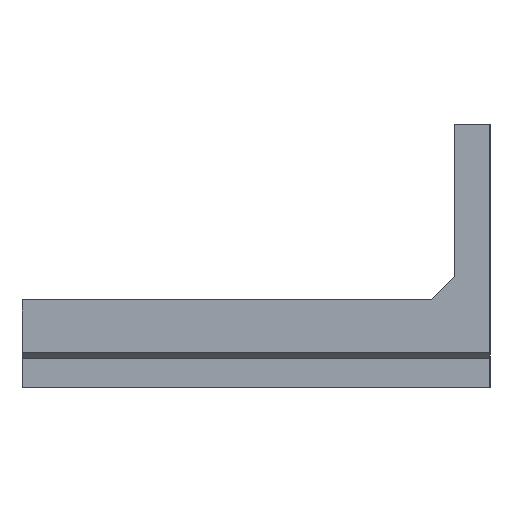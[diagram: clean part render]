
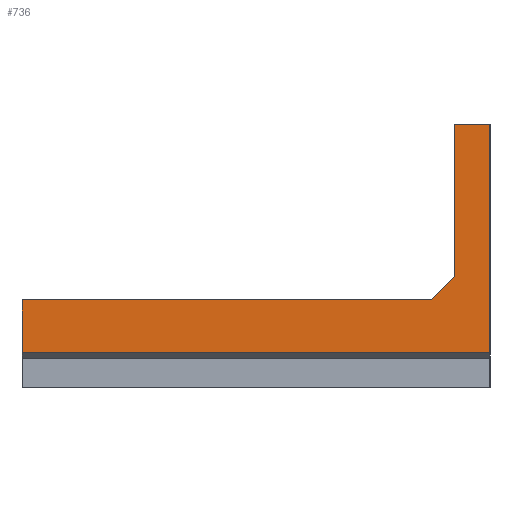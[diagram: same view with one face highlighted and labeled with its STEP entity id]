
A CAD part, left-side view. The second image highlights one B-rep face of the part: STEP entity #736.
In plain terms, the highlighted planar face has unit normal (-1, 0, 0).
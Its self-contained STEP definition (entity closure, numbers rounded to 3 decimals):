
#80 = DIRECTION ( 'NONE',  ( 1., 0., 0. ) ) ;
#99 = LINE ( 'NONE', #5595, #4195 ) ;
#112 = DIRECTION ( 'NONE',  ( 0., -1., 0. ) ) ;
#224 = VERTEX_POINT ( 'NONE', #6204 ) ;
#454 = VERTEX_POINT ( 'NONE', #6341 ) ;
#633 = LINE ( 'NONE', #4589, #5153 ) ;
#736 = ADVANCED_FACE ( 'NONE', ( #1712 ), #5232, .F. ) ;
#759 = VECTOR ( 'NONE', #5468, 1000. ) ;
#820 = EDGE_CURVE ( 'NONE', #224, #3203, #3701, .T. ) ;
#878 = CARTESIAN_POINT ( 'NONE',  ( -85., -22.5, 0. ) ) ;
#1010 = DIRECTION ( 'NONE',  ( 0., 0., 1. ) ) ;
#1017 = EDGE_CURVE ( 'NONE', #224, #2995, #633, .T. ) ;
#1507 = CARTESIAN_POINT ( 'NONE',  ( -85., -7.5, 0. ) ) ;
#1562 = VERTEX_POINT ( 'NONE', #1789 ) ;
#1590 = CARTESIAN_POINT ( 'NONE',  ( -85., -7.5, 5. ) ) ;
#1712 = FACE_OUTER_BOUND ( 'NONE', #3737, .T. ) ;
#1789 = CARTESIAN_POINT ( 'NONE',  ( -85., -22.5, 0. ) ) ;
#1874 = LINE ( 'NONE', #1938, #3558 ) ;
#1938 = CARTESIAN_POINT ( 'NONE',  ( -85., -22.5, 3. ) ) ;
#1960 = ORIENTED_EDGE ( 'NONE', *, *, #6225, .T. ) ;
#1992 = VERTEX_POINT ( 'NONE', #3732 ) ;
#2171 = VECTOR ( 'NONE', #5095, 1000. ) ;
#2180 = ORIENTED_EDGE ( 'NONE', *, *, #3623, .T. ) ;
#2181 = CARTESIAN_POINT ( 'NONE',  ( -85., 9.995, 22.495 ) ) ;
#2676 = DIRECTION ( 'NONE',  ( 0., -1., 0. ) ) ;
#2711 = DIRECTION ( 'NONE',  ( 0., 0.707, 0.707 ) ) ;
#2715 = AXIS2_PLACEMENT_3D ( 'NONE', #3132, #80, #112 ) ;
#2933 = CARTESIAN_POINT ( 'NONE',  ( -85., -7.5, 40. ) ) ;
#2976 = EDGE_CURVE ( 'NONE', #1562, #454, #3470, .T. ) ;
#2995 = VERTEX_POINT ( 'NONE', #2933 ) ;
#3132 = CARTESIAN_POINT ( 'NONE',  ( -85., -7.51, 40. ) ) ;
#3187 = ORIENTED_EDGE ( 'NONE', *, *, #820, .T. ) ;
#3203 = VERTEX_POINT ( 'NONE', #6384 ) ;
#3470 = LINE ( 'NONE', #878, #759 ) ;
#3558 = VECTOR ( 'NONE', #5918, 1000. ) ;
#3623 = EDGE_CURVE ( 'NONE', #1992, #3885, #6254, .T. ) ;
#3701 = LINE ( 'NONE', #4731, #6445 ) ;
#3732 = CARTESIAN_POINT ( 'NONE',  ( -85., -9.5, 3. ) ) ;
#3737 = EDGE_LOOP ( 'NONE', ( #5195, #3187, #6390, #6383, #5521, #2180, #1960 ) ) ;
#3788 = EDGE_CURVE ( 'NONE', #454, #1992, #1874, .T. ) ;
#3885 = VERTEX_POINT ( 'NONE', #1590 ) ;
#4195 = VECTOR ( 'NONE', #1010, 1000. ) ;
#4589 = CARTESIAN_POINT ( 'NONE',  ( -85., -7.5, 40. ) ) ;
#4731 = CARTESIAN_POINT ( 'NONE',  ( -85., -3., 40. ) ) ;
#5095 = DIRECTION ( 'NONE',  ( 0., 1., 0. ) ) ;
#5153 = VECTOR ( 'NONE', #2676, 1000. ) ;
#5195 = ORIENTED_EDGE ( 'NONE', *, *, #1017, .F. ) ;
#5232 = PLANE ( 'NONE',  #2715 ) ;
#5468 = DIRECTION ( 'NONE',  ( 0., 0., 1. ) ) ;
#5521 = ORIENTED_EDGE ( 'NONE', *, *, #3788, .T. ) ;
#5595 = CARTESIAN_POINT ( 'NONE',  ( -85., -7.5, 349.514 ) ) ;
#5631 = LINE ( 'NONE', #1507, #2171 ) ;
#5736 = DIRECTION ( 'NONE',  ( 0., 0., -1. ) ) ;
#5799 = VECTOR ( 'NONE', #2711, 1000. ) ;
#5918 = DIRECTION ( 'NONE',  ( 0., 1., 0. ) ) ;
#6160 = EDGE_CURVE ( 'NONE', #1562, #3203, #5631, .T. ) ;
#6204 = CARTESIAN_POINT ( 'NONE',  ( -85., -3., 40. ) ) ;
#6225 = EDGE_CURVE ( 'NONE', #3885, #2995, #99, .T. ) ;
#6254 = LINE ( 'NONE', #2181, #5799 ) ;
#6341 = CARTESIAN_POINT ( 'NONE',  ( -85., -22.5, 3. ) ) ;
#6383 = ORIENTED_EDGE ( 'NONE', *, *, #2976, .T. ) ;
#6384 = CARTESIAN_POINT ( 'NONE',  ( -85., -3., 0. ) ) ;
#6390 = ORIENTED_EDGE ( 'NONE', *, *, #6160, .F. ) ;
#6445 = VECTOR ( 'NONE', #5736, 1000. ) ;
